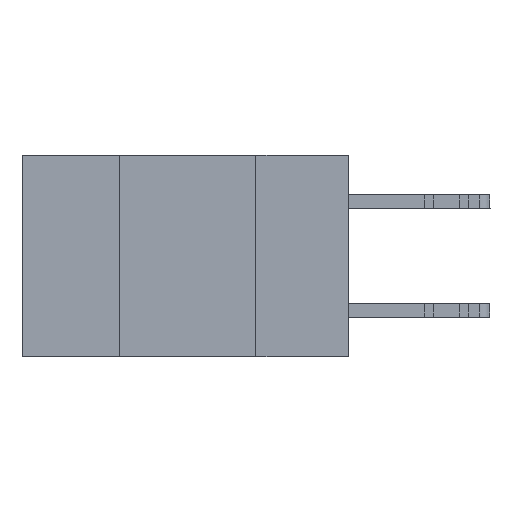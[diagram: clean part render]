
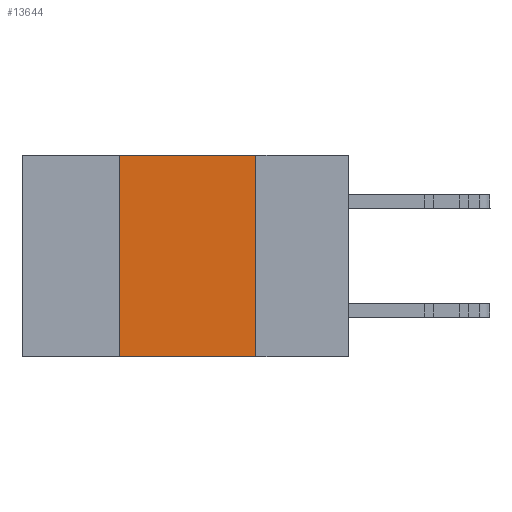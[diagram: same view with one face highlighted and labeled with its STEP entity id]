
A CAD part, left-side view. The second image highlights one B-rep face of the part: STEP entity #13644.
In plain terms, the highlighted planar face has unit normal (-1, 0, 0).
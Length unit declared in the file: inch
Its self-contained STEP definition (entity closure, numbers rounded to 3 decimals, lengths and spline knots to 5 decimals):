
#694 = DIRECTION ( 'NONE',  ( 0., -1., 0. ) ) ;
#1127 = VECTOR ( 'NONE', #694, 39.37008 ) ;
#1787 = LINE ( 'NONE', #19599, #1127 ) ;
#2207 = DIRECTION ( 'NONE',  ( 0., -1., 0. ) ) ;
#2223 = VERTEX_POINT ( 'NONE', #19576 ) ;
#2524 = AXIS2_PLACEMENT_3D ( 'NONE', #5274, #26176, #13754 ) ;
#2661 = ORIENTED_EDGE ( 'NONE', *, *, #23862, .T. ) ;
#3842 = DIRECTION ( 'NONE',  ( 0., 0., 1. ) ) ;
#3906 = CARTESIAN_POINT ( 'NONE',  ( 0., 0.17, 0. ) ) ;
#4411 = DIRECTION ( 'NONE',  ( 0., 0., -1. ) ) ;
#5274 = CARTESIAN_POINT ( 'NONE',  ( 0., 0.6, 0. ) ) ;
#5916 = ORIENTED_EDGE ( 'NONE', *, *, #17070, .F. ) ;
#6096 = EDGE_CURVE ( 'NONE', #12469, #11181, #16330, .T. ) ;
#6621 = EDGE_CURVE ( 'NONE', #11369, #12469, #8693, .T. ) ;
#8217 = ORIENTED_EDGE ( 'NONE', *, *, #6621, .F. ) ;
#8520 = CARTESIAN_POINT ( 'NONE',  ( 0., 0.17, -0.37 ) ) ;
#8693 = LINE ( 'NONE', #16448, #13673 ) ;
#10599 = VECTOR ( 'NONE', #4411, 39.37008 ) ;
#11181 = VERTEX_POINT ( 'NONE', #3906 ) ;
#11281 = LINE ( 'NONE', #8520, #10599 ) ;
#11369 = VERTEX_POINT ( 'NONE', #12810 ) ;
#12469 = VERTEX_POINT ( 'NONE', #20751 ) ;
#12810 = CARTESIAN_POINT ( 'NONE',  ( 0., 0.42, -0.37 ) ) ;
#13644 = ADVANCED_FACE ( 'NONE', ( #17289 ), #22083, .F. ) ;
#13673 = VECTOR ( 'NONE', #3842, 39.37008 ) ;
#13754 = DIRECTION ( 'NONE',  ( 0., 0., -1. ) ) ;
#16330 = LINE ( 'NONE', #23032, #21235 ) ;
#16448 = CARTESIAN_POINT ( 'NONE',  ( 0., 0.42, -0.37 ) ) ;
#17070 = EDGE_CURVE ( 'NONE', #11181, #2223, #11281, .T. ) ;
#17289 = FACE_OUTER_BOUND ( 'NONE', #19786, .T. ) ;
#19576 = CARTESIAN_POINT ( 'NONE',  ( 0., 0.17, -0.37 ) ) ;
#19599 = CARTESIAN_POINT ( 'NONE',  ( 0., 0.6, -0.37 ) ) ;
#19786 = EDGE_LOOP ( 'NONE', ( #5916, #20091, #8217, #2661 ) ) ;
#20091 = ORIENTED_EDGE ( 'NONE', *, *, #6096, .F. ) ;
#20751 = CARTESIAN_POINT ( 'NONE',  ( 0., 0.42, 0. ) ) ;
#21235 = VECTOR ( 'NONE', #2207, 39.37008 ) ;
#22083 = PLANE ( 'NONE',  #2524 ) ;
#23032 = CARTESIAN_POINT ( 'NONE',  ( 0., 0.6, 0. ) ) ;
#23862 = EDGE_CURVE ( 'NONE', #11369, #2223, #1787, .T. ) ;
#26176 = DIRECTION ( 'NONE',  ( 1., 0., 0. ) ) ;
